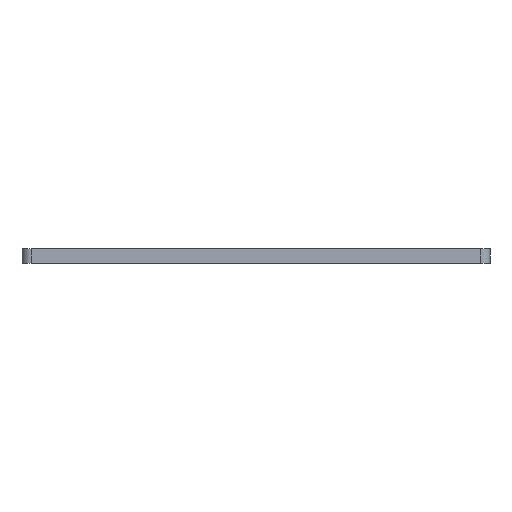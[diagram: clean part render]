
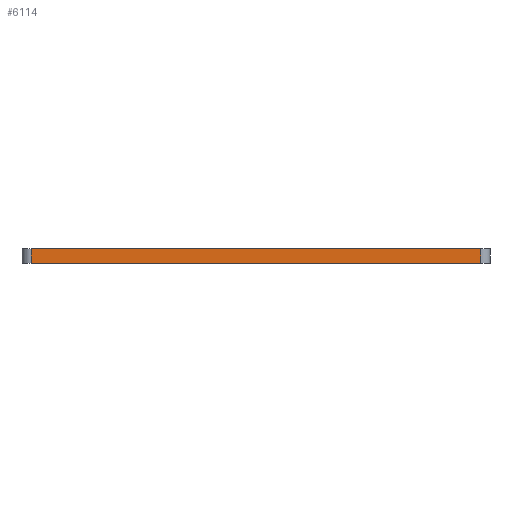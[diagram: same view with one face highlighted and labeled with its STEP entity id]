
A CAD part, front view. The second image highlights one B-rep face of the part: STEP entity #6114.
In plain terms, the highlighted planar face has unit normal (0, -1, 0).
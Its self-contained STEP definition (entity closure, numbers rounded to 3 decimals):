
#84 = PLANE('',#85);
#85 = AXIS2_PLACEMENT_3D('',#86,#87,#88);
#86 = CARTESIAN_POINT('',(119.381,-72.389,1.6));
#87 = DIRECTION('',(0.,0.,1.));
#88 = DIRECTION('',(1.,0.,-0.));
#139 = PLANE('',#140);
#140 = AXIS2_PLACEMENT_3D('',#141,#142,#143);
#141 = CARTESIAN_POINT('',(119.381,-72.389,0.));
#142 = DIRECTION('',(0.,0.,1.));
#143 = DIRECTION('',(1.,0.,-0.));
#248 = CYLINDRICAL_SURFACE('',#249,1.003);
#249 = AXIS2_PLACEMENT_3D('',#250,#251,#252);
#250 = CARTESIAN_POINT('',(94.475,-110.503,0.));
#251 = DIRECTION('',(-0.,-0.,-1.));
#252 = DIRECTION('',(1.,0.,-0.));
#309 = VERTEX_POINT('',#310);
#310 = CARTESIAN_POINT('',(94.475,-111.506,0.));
#332 = EDGE_CURVE('',#333,#309,#335,.T.);
#333 = VERTEX_POINT('',#334);
#334 = CARTESIAN_POINT('',(144.285,-111.506,0.));
#335 = SURFACE_CURVE('',#336,(#340,#347),.PCURVE_S1.);
#336 = LINE('',#337,#338);
#337 = CARTESIAN_POINT('',(144.285,-111.506,0.));
#338 = VECTOR('',#339,1.);
#339 = DIRECTION('',(-1.,0.,0.));
#340 = PCURVE('',#139,#341);
#341 = DEFINITIONAL_REPRESENTATION('',(#342),#346);
#342 = LINE('',#343,#344);
#343 = CARTESIAN_POINT('',(24.904,-39.117));
#344 = VECTOR('',#345,1.);
#345 = DIRECTION('',(-1.,0.));
#346 = ( GEOMETRIC_REPRESENTATION_CONTEXT(2) 
PARAMETRIC_REPRESENTATION_CONTEXT() REPRESENTATION_CONTEXT('2D SPACE',''
  ) );
#347 = PCURVE('',#348,#353);
#348 = PLANE('',#349);
#349 = AXIS2_PLACEMENT_3D('',#350,#351,#352);
#350 = CARTESIAN_POINT('',(144.285,-111.506,0.));
#351 = DIRECTION('',(0.,-1.,0.));
#352 = DIRECTION('',(-1.,0.,0.));
#353 = DEFINITIONAL_REPRESENTATION('',(#354),#358);
#354 = LINE('',#355,#356);
#355 = CARTESIAN_POINT('',(0.,0.));
#356 = VECTOR('',#357,1.);
#357 = DIRECTION('',(1.,0.));
#358 = ( GEOMETRIC_REPRESENTATION_CONTEXT(2) 
PARAMETRIC_REPRESENTATION_CONTEXT() REPRESENTATION_CONTEXT('2D SPACE',''
  ) );
#377 = CYLINDRICAL_SURFACE('',#378,1.003);
#378 = AXIS2_PLACEMENT_3D('',#379,#380,#381);
#379 = CARTESIAN_POINT('',(144.285,-110.503,0.));
#380 = DIRECTION('',(-0.,-0.,-1.));
#381 = DIRECTION('',(1.,0.,-0.));
#3422 = VERTEX_POINT('',#3423);
#3423 = CARTESIAN_POINT('',(94.475,-111.506,1.6));
#3445 = EDGE_CURVE('',#3446,#3422,#3448,.T.);
#3446 = VERTEX_POINT('',#3447);
#3447 = CARTESIAN_POINT('',(144.285,-111.506,1.6));
#3448 = SURFACE_CURVE('',#3449,(#3453,#3460),.PCURVE_S1.);
#3449 = LINE('',#3450,#3451);
#3450 = CARTESIAN_POINT('',(144.285,-111.506,1.6));
#3451 = VECTOR('',#3452,1.);
#3452 = DIRECTION('',(-1.,0.,0.));
#3453 = PCURVE('',#84,#3454);
#3454 = DEFINITIONAL_REPRESENTATION('',(#3455),#3459);
#3455 = LINE('',#3456,#3457);
#3456 = CARTESIAN_POINT('',(24.904,-39.117));
#3457 = VECTOR('',#3458,1.);
#3458 = DIRECTION('',(-1.,0.));
#3459 = ( GEOMETRIC_REPRESENTATION_CONTEXT(2) 
PARAMETRIC_REPRESENTATION_CONTEXT() REPRESENTATION_CONTEXT('2D SPACE',''
  ) );
#3460 = PCURVE('',#348,#3461);
#3461 = DEFINITIONAL_REPRESENTATION('',(#3462),#3466);
#3462 = LINE('',#3463,#3464);
#3463 = CARTESIAN_POINT('',(0.,-1.6));
#3464 = VECTOR('',#3465,1.);
#3465 = DIRECTION('',(1.,0.));
#3466 = ( GEOMETRIC_REPRESENTATION_CONTEXT(2) 
PARAMETRIC_REPRESENTATION_CONTEXT() REPRESENTATION_CONTEXT('2D SPACE',''
  ) );
#6066 = EDGE_CURVE('',#309,#3422,#6067,.T.);
#6067 = SURFACE_CURVE('',#6068,(#6072,#6079),.PCURVE_S1.);
#6068 = LINE('',#6069,#6070);
#6069 = CARTESIAN_POINT('',(94.475,-111.506,0.));
#6070 = VECTOR('',#6071,1.);
#6071 = DIRECTION('',(0.,0.,1.));
#6072 = PCURVE('',#248,#6073);
#6073 = DEFINITIONAL_REPRESENTATION('',(#6074),#6078);
#6074 = LINE('',#6075,#6076);
#6075 = CARTESIAN_POINT('',(-4.713,0.));
#6076 = VECTOR('',#6077,1.);
#6077 = DIRECTION('',(-0.,-1.));
#6078 = ( GEOMETRIC_REPRESENTATION_CONTEXT(2) 
PARAMETRIC_REPRESENTATION_CONTEXT() REPRESENTATION_CONTEXT('2D SPACE',''
  ) );
#6079 = PCURVE('',#348,#6080);
#6080 = DEFINITIONAL_REPRESENTATION('',(#6081),#6085);
#6081 = LINE('',#6082,#6083);
#6082 = CARTESIAN_POINT('',(49.809,0.));
#6083 = VECTOR('',#6084,1.);
#6084 = DIRECTION('',(0.,-1.));
#6085 = ( GEOMETRIC_REPRESENTATION_CONTEXT(2) 
PARAMETRIC_REPRESENTATION_CONTEXT() REPRESENTATION_CONTEXT('2D SPACE',''
  ) );
#6114 = ADVANCED_FACE('',(#6115),#348,.T.);
#6115 = FACE_BOUND('',#6116,.T.);
#6116 = EDGE_LOOP('',(#6117,#6138,#6139,#6140));
#6117 = ORIENTED_EDGE('',*,*,#6118,.T.);
#6118 = EDGE_CURVE('',#333,#3446,#6119,.T.);
#6119 = SURFACE_CURVE('',#6120,(#6124,#6131),.PCURVE_S1.);
#6120 = LINE('',#6121,#6122);
#6121 = CARTESIAN_POINT('',(144.285,-111.506,0.));
#6122 = VECTOR('',#6123,1.);
#6123 = DIRECTION('',(0.,0.,1.));
#6124 = PCURVE('',#348,#6125);
#6125 = DEFINITIONAL_REPRESENTATION('',(#6126),#6130);
#6126 = LINE('',#6127,#6128);
#6127 = CARTESIAN_POINT('',(0.,0.));
#6128 = VECTOR('',#6129,1.);
#6129 = DIRECTION('',(0.,-1.));
#6130 = ( GEOMETRIC_REPRESENTATION_CONTEXT(2) 
PARAMETRIC_REPRESENTATION_CONTEXT() REPRESENTATION_CONTEXT('2D SPACE',''
  ) );
#6131 = PCURVE('',#377,#6132);
#6132 = DEFINITIONAL_REPRESENTATION('',(#6133),#6137);
#6133 = LINE('',#6134,#6135);
#6134 = CARTESIAN_POINT('',(-4.712,0.));
#6135 = VECTOR('',#6136,1.);
#6136 = DIRECTION('',(-0.,-1.));
#6137 = ( GEOMETRIC_REPRESENTATION_CONTEXT(2) 
PARAMETRIC_REPRESENTATION_CONTEXT() REPRESENTATION_CONTEXT('2D SPACE',''
  ) );
#6138 = ORIENTED_EDGE('',*,*,#3445,.T.);
#6139 = ORIENTED_EDGE('',*,*,#6066,.F.);
#6140 = ORIENTED_EDGE('',*,*,#332,.F.);
